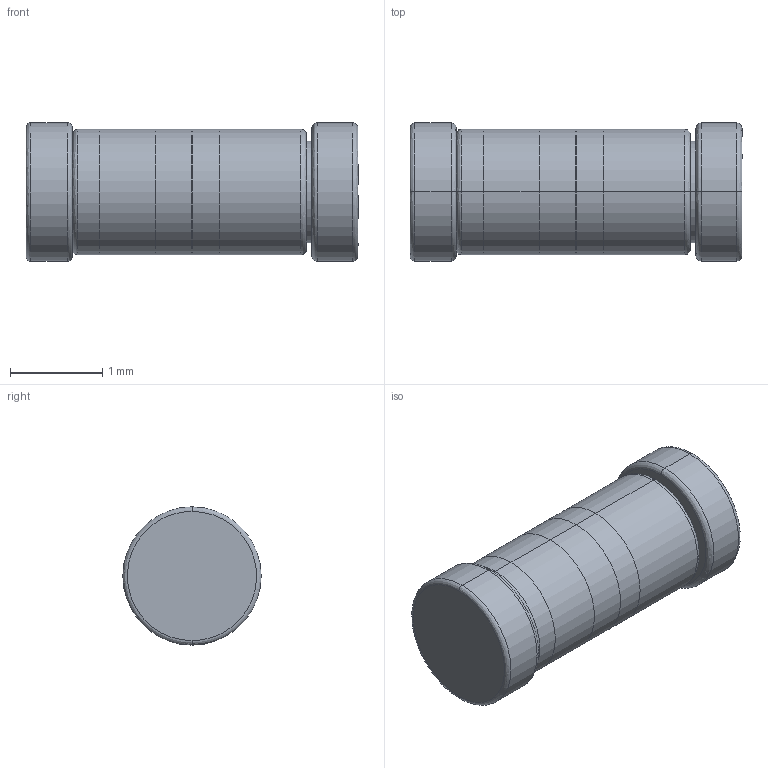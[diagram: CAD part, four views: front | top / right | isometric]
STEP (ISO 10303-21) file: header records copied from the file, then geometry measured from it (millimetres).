
FILE_DESCRIPTION (( 'STEP AP214' ), '1' );
FILE_NAME ('User Library-SOD80-3.STEP', '2022-04-14T11:43:09', ( '' ), ( '' ), 'SwSTEP 2.0', 'SolidWorks 2021', '' );
FILE_SCHEMA (( 'AUTOMOTIVE_DESIGN' ));
Length unit declared in the file: millimetre
Products named in the file (9): Cylinder004; User Library-SOD80-3; Fillet003; Fillet; faixa_verde; Fillet002; Cylinder002; Fillet001; faixa_preta
Assembly tree (8 placements, depth 2):
  User Library-SOD80-3
    faixa_preta
    Cylinder002
    faixa_verde
    Cylinder004
    Fillet
    Fillet001
    Fillet002
    Fillet003
Bounding box: 3.6 x 1.5 x 1.5 mm (x, y, z)
Volume: 5.5 mm3; surface area: 38.6 mm2
Topology: 8 solids, 8 shells, 44 faces, 72 edges, 44 vertices
Faces by surface type: cylinder 16, plane 16, bspline 12
Entity records: 2014 total; most frequent: CARTESIAN_POINT 387, DIRECTION 190, ORIENTED_EDGE 144, AXIS2_PLACEMENT_3D 87, EDGE_CURVE 72, UNCERTAINTY_MEASURE_WITH_UNIT 69, FILL_AREA_STYLE_COLOUR 60, PRESENTATION_LAYER_ASSIGNMENT 60
